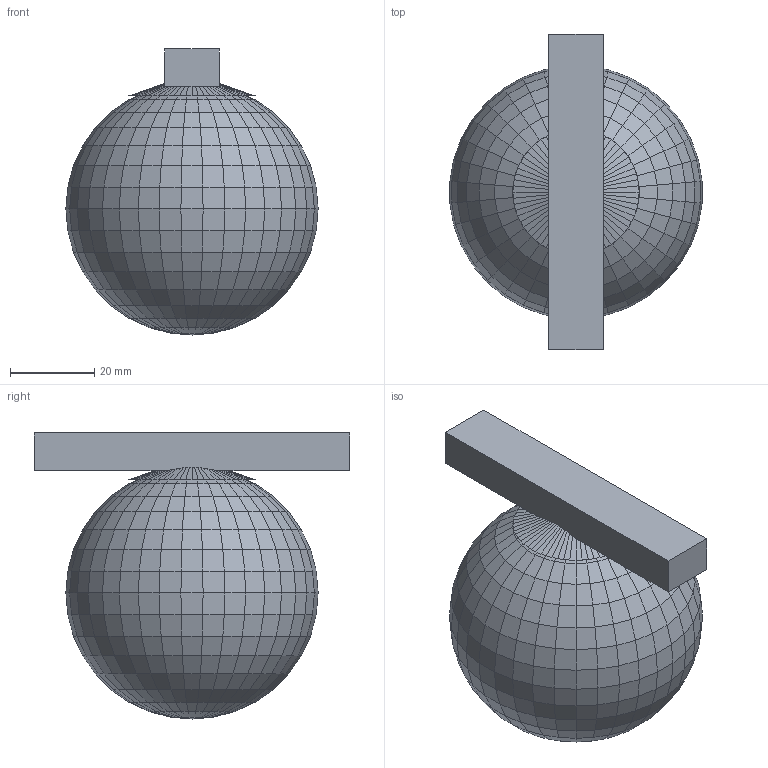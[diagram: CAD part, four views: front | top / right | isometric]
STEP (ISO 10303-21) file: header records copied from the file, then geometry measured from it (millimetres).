
FILE_DESCRIPTION(/* description */ ('This is a sample STEP configuration'),/* implementation_level */ '2;1');
FILE_NAME(/* name */ '708-016010xxxxxx SIMPLE.ipt_Rev_00.stp',/* time_stamp */ '2023-12-06T13:00:09+01:00',/* author */ ('powerJobs'),/* organization */ ('coolOrange'),/* preprocessor_version */ 'ST-DEVELOPER v19.2',/* originating_system */ 'Autodesk Inventor 2023',/* authorisation */ '');
FILE_SCHEMA (('AUTOMOTIVE_DESIGN { 1 0 10303 214 3 1 1 }'));
Length unit declared in the file: millimetre
Products named in the file (1): ENG000032370
Bounding box: 60 x 75 x 68.06 mm (x, y, z)
Volume: 121459.1 mm3; surface area: 14747.4 mm2
Topology: 1 solids, 1 shells, 648 faces, 1362 edges, 717 vertices
Faces by surface type: plane 648
Entity records: 16205 total; most frequent: CARTESIAN_POINT 2728, ORIENTED_EDGE 2724, DIRECTION 2660, LINE 1362, VECTOR 1362, EDGE_CURVE 1362, VERTEX_POINT 717, EDGE_LOOP 649
